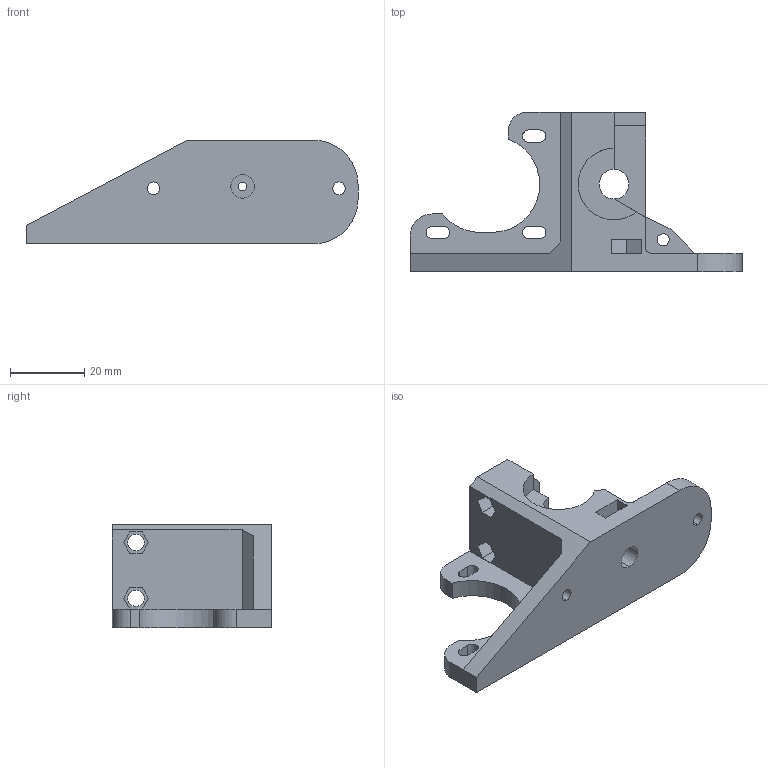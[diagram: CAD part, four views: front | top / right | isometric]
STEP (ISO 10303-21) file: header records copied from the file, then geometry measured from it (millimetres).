
FILE_DESCRIPTION (( 'STEP AP214' ), '1' );
FILE_NAME ('M4-Block.STEP', '2011-06-18T12:16:48', ( 'Owner' ), ( '22ndstreetcomputers.com' ), 'SwSTEP 2.0', 'SolidWorks 2010', '' );
FILE_SCHEMA (( 'AUTOMOTIVE_DESIGN' ));
Length unit declared in the file: millimetre
Products named in the file (1): M4-Block
Bounding box: 89.5 x 43 x 28 mm (x, y, z)
Volume: 29631.3 mm3; surface area: 11823.6 mm2
Topology: 1 solids, 1 shells, 99 faces, 285 edges, 189 vertices
Faces by surface type: plane 56, cylinder 41, cone 2
Entity records: 3353 total; most frequent: CARTESIAN_POINT 594, ORIENTED_EDGE 570, DIRECTION 567, EDGE_CURVE 285, VECTOR 195, LINE 195, VERTEX_POINT 189, AXIS2_PLACEMENT_3D 186
